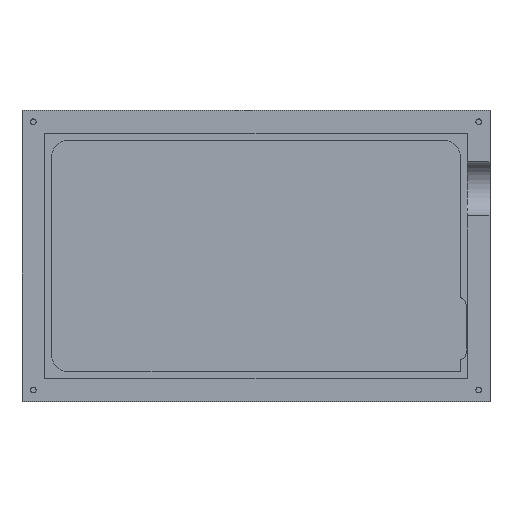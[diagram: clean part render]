
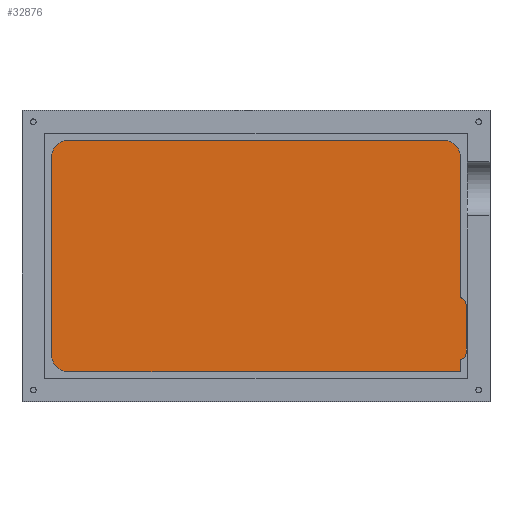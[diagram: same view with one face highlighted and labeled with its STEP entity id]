
A CAD part, top view. The second image highlights one B-rep face of the part: STEP entity #32876.
In plain terms, the highlighted planar face has unit normal (0, 0, 1).
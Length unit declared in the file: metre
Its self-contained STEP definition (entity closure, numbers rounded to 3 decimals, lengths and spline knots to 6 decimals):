
#1811=CIRCLE('',#34803,0.005);
#1813=CIRCLE('',#34807,0.005);
#1815=CIRCLE('',#34811,0.005);
#1819=CIRCLE('',#34817,0.002);
#1820=CIRCLE('',#34818,0.002);
#5434=ORIENTED_EDGE('',*,*,#16153,.T.);
#5435=ORIENTED_EDGE('',*,*,#16168,.T.);
#5436=ORIENTED_EDGE('',*,*,#16165,.T.);
#5437=ORIENTED_EDGE('',*,*,#16092,.F.);
#5438=ORIENTED_EDGE('',*,*,#16173,.T.);
#5439=ORIENTED_EDGE('',*,*,#16174,.F.);
#5440=ORIENTED_EDGE('',*,*,#16175,.T.);
#5441=ORIENTED_EDGE('',*,*,#16130,.F.);
#5442=ORIENTED_EDGE('',*,*,#16163,.T.);
#5443=ORIENTED_EDGE('',*,*,#16160,.F.);
#5444=ORIENTED_EDGE('',*,*,#16157,.T.);
#16092=EDGE_CURVE('',#21485,#21487,#25046,.T.);
#16130=EDGE_CURVE('',#21519,#21520,#25078,.T.);
#16153=EDGE_CURVE('',#21533,#21534,#25097,.T.);
#16157=EDGE_CURVE('',#21537,#21533,#1811,.T.);
#16160=EDGE_CURVE('',#21537,#21539,#25102,.T.);
#16163=EDGE_CURVE('',#21519,#21539,#1813,.T.);
#16165=EDGE_CURVE('',#21541,#21487,#25105,.T.);
#16168=EDGE_CURVE('',#21534,#21541,#1815,.T.);
#16173=EDGE_CURVE('',#21485,#21545,#1819,.T.);
#16174=EDGE_CURVE('',#21546,#21545,#25109,.T.);
#16175=EDGE_CURVE('',#21546,#21520,#1820,.T.);
#21485=VERTEX_POINT('',#52826);
#21487=VERTEX_POINT('',#52829);
#21519=VERTEX_POINT('',#52906);
#21520=VERTEX_POINT('',#52907);
#21533=VERTEX_POINT('',#52951);
#21534=VERTEX_POINT('',#52952);
#21537=VERTEX_POINT('',#52960);
#21539=VERTEX_POINT('',#52966);
#21541=VERTEX_POINT('',#52975);
#21545=VERTEX_POINT('',#52990);
#21546=VERTEX_POINT('',#52992);
#25046=LINE('',#52828,#26942);
#25078=LINE('',#52905,#26974);
#25097=LINE('',#52950,#26993);
#25102=LINE('',#52965,#26998);
#25105=LINE('',#52974,#27001);
#25109=LINE('',#52991,#27005);
#26942=VECTOR('',#40193,1.);
#26974=VECTOR('',#40251,1.);
#26993=VECTOR('',#40294,1.);
#26998=VECTOR('',#40307,1.);
#27001=VECTOR('',#40318,1.);
#27005=VECTOR('',#40338,1.);
#28869=EDGE_LOOP('',(#5434,#5435,#5436,#5437,#5438,#5439,#5440,#5441,#5442,
#5443,#5444));
#30819=FACE_BOUND('',#28869,.T.);
#32753=PLANE('',#34816);
#32876=ADVANCED_FACE('',(#30819),#32753,.T.);
#34803=AXIS2_PLACEMENT_3D('',#52959,#40300,#40301);
#34807=AXIS2_PLACEMENT_3D('',#52971,#40312,#40313);
#34811=AXIS2_PLACEMENT_3D('',#52980,#40323,#40324);
#34816=AXIS2_PLACEMENT_3D('',#52988,#40334,#40335);
#34817=AXIS2_PLACEMENT_3D('',#52989,#40336,#40337);
#34818=AXIS2_PLACEMENT_3D('',#52993,#40339,#40340);
#40193=DIRECTION('',(0.,-1.,0.));
#40251=DIRECTION('',(0.,-1.,0.));
#40294=DIRECTION('',(0.,-1.,0.));
#40300=DIRECTION('',(0.,0.,1.));
#40301=DIRECTION('',(1.,0.,0.));
#40307=DIRECTION('',(1.,0.,0.));
#40312=DIRECTION('',(0.,0.,1.));
#40313=DIRECTION('',(1.,0.,0.));
#40318=DIRECTION('',(1.,0.,0.));
#40323=DIRECTION('',(0.,0.,1.));
#40324=DIRECTION('',(1.,0.,0.));
#40334=DIRECTION('',(0.,0.,1.));
#40335=DIRECTION('',(1.,0.,0.));
#40336=DIRECTION('',(0.,0.,1.));
#40337=DIRECTION('',(1.,0.,0.));
#40338=DIRECTION('',(0.,-1.,0.));
#40339=DIRECTION('',(0.,0.,1.));
#40340=DIRECTION('',(1.,0.,0.));
#52826=CARTESIAN_POINT('',(0.0589,-0.02991,0.003));
#52828=CARTESIAN_POINT('',(0.0589,-0.0025,0.003));
#52829=CARTESIAN_POINT('',(0.0589,-0.0334,0.003));
#52905=CARTESIAN_POINT('',(0.0589,-0.0025,0.003));
#52906=CARTESIAN_POINT('',(0.0589,0.0284,0.003));
#52907=CARTESIAN_POINT('',(0.0589,-0.01199,0.003));
#52950=CARTESIAN_POINT('',(-0.0589,0.,0.003));
#52951=CARTESIAN_POINT('',(-0.0589,0.0284,0.003));
#52952=CARTESIAN_POINT('',(-0.0589,-0.0284,0.003));
#52959=CARTESIAN_POINT('',(-0.0539,0.0284,0.003));
#52960=CARTESIAN_POINT('',(-0.0539,0.0334,0.003));
#52965=CARTESIAN_POINT('',(0.,0.0334,0.003));
#52966=CARTESIAN_POINT('',(0.0539,0.0334,0.003));
#52971=CARTESIAN_POINT('',(0.0539,0.0284,0.003));
#52974=CARTESIAN_POINT('',(0.0025,-0.0334,0.003));
#52975=CARTESIAN_POINT('',(-0.0539,-0.0334,0.003));
#52980=CARTESIAN_POINT('',(-0.0539,-0.0284,0.003));
#52988=CARTESIAN_POINT('',(0.,0.,0.003));
#52989=CARTESIAN_POINT('',(0.0585,-0.02795,0.003));
#52990=CARTESIAN_POINT('',(0.0605,-0.02795,0.003));
#52991=CARTESIAN_POINT('',(0.0605,-0.02095,0.003));
#52992=CARTESIAN_POINT('',(0.0605,-0.01395,0.003));
#52993=CARTESIAN_POINT('',(0.0585,-0.01395,0.003));
